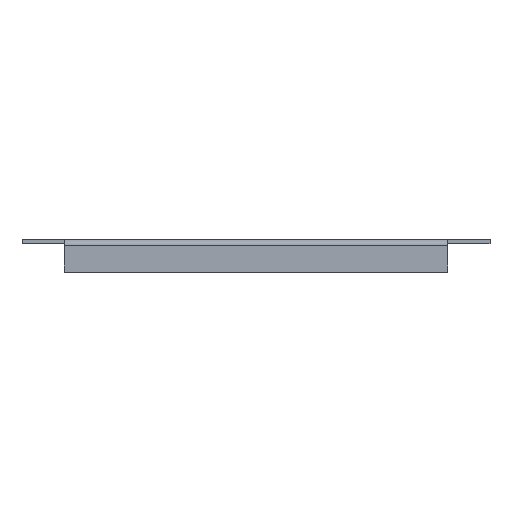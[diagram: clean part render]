
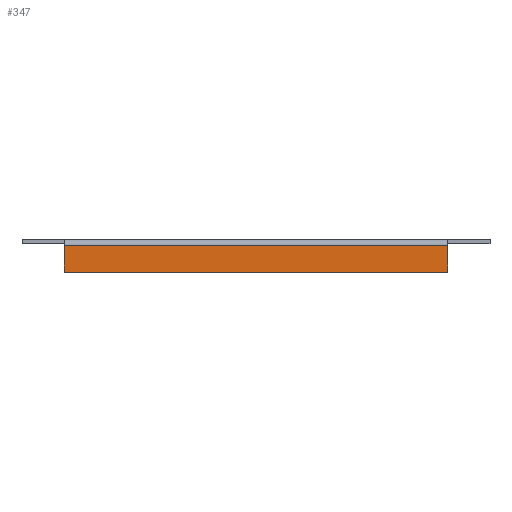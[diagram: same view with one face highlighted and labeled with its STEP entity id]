
A CAD part, front view. The second image highlights one B-rep face of the part: STEP entity #347.
In plain terms, the highlighted planar face has unit normal (0, -1, 0).
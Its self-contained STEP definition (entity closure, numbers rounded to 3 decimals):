
#10 = CARTESIAN_POINT ( 'NONE',  ( 26., -321.5, -20. ) ) ;
#46 = VERTEX_POINT ( 'NONE', #490 ) ;
#179 = VERTEX_POINT ( 'NONE', #1134 ) ;
#198 = VECTOR ( 'NONE', #613, 1000. ) ;
#202 = ORIENTED_EDGE ( 'NONE', *, *, #1413, .F. ) ;
#327 = CARTESIAN_POINT ( 'NONE',  ( 0., -321.5, -3.5 ) ) ;
#347 = ADVANCED_FACE ( 'NONE', ( #888 ), #1606, .T. ) ;
#358 = AXIS2_PLACEMENT_3D ( 'NONE', #1219, #1505, #952 ) ;
#463 = ORIENTED_EDGE ( 'NONE', *, *, #1390, .F. ) ;
#489 = VECTOR ( 'NONE', #1137, 1000. ) ;
#490 = CARTESIAN_POINT ( 'NONE',  ( 26., -321.5, -20. ) ) ;
#515 = VECTOR ( 'NONE', #880, 1000. ) ;
#520 = CARTESIAN_POINT ( 'NONE',  ( 263.5, -321.5, -3.5 ) ) ;
#613 = DIRECTION ( 'NONE',  ( -1., 0., 0. ) ) ;
#775 = CARTESIAN_POINT ( 'NONE',  ( 263.5, -321.5, -20. ) ) ;
#803 = EDGE_CURVE ( 'NONE', #1272, #1362, #940, .T. ) ;
#880 = DIRECTION ( 'NONE',  ( 0., 0., 1. ) ) ;
#888 = FACE_OUTER_BOUND ( 'NONE', #1755, .T. ) ;
#940 = LINE ( 'NONE', #775, #1367 ) ;
#952 = DIRECTION ( 'NONE',  ( 0., 0., -1. ) ) ;
#1075 = DIRECTION ( 'NONE',  ( 0., 0., -1. ) ) ;
#1134 = CARTESIAN_POINT ( 'NONE',  ( 26., -321.5, -3.5 ) ) ;
#1137 = DIRECTION ( 'NONE',  ( -1., 0., 0. ) ) ;
#1146 = LINE ( 'NONE', #1154, #515 ) ;
#1154 = CARTESIAN_POINT ( 'NONE',  ( 26., -321.5, -2.5 ) ) ;
#1173 = LINE ( 'NONE', #327, #489 ) ;
#1204 = ORIENTED_EDGE ( 'NONE', *, *, #1461, .T. ) ;
#1219 = CARTESIAN_POINT ( 'NONE',  ( 0., -321.5, 0. ) ) ;
#1272 = VERTEX_POINT ( 'NONE', #520 ) ;
#1362 = VERTEX_POINT ( 'NONE', #1664 ) ;
#1367 = VECTOR ( 'NONE', #1075, 1000. ) ;
#1390 = EDGE_CURVE ( 'NONE', #46, #179, #1146, .T. ) ;
#1413 = EDGE_CURVE ( 'NONE', #1362, #46, #1450, .T. ) ;
#1450 = LINE ( 'NONE', #10, #198 ) ;
#1461 = EDGE_CURVE ( 'NONE', #1272, #179, #1173, .T. ) ;
#1505 = DIRECTION ( 'NONE',  ( 0., -1., 0. ) ) ;
#1606 = PLANE ( 'NONE',  #358 ) ;
#1653 = ORIENTED_EDGE ( 'NONE', *, *, #803, .F. ) ;
#1664 = CARTESIAN_POINT ( 'NONE',  ( 263.5, -321.5, -20. ) ) ;
#1755 = EDGE_LOOP ( 'NONE', ( #1653, #1204, #463, #202 ) ) ;
